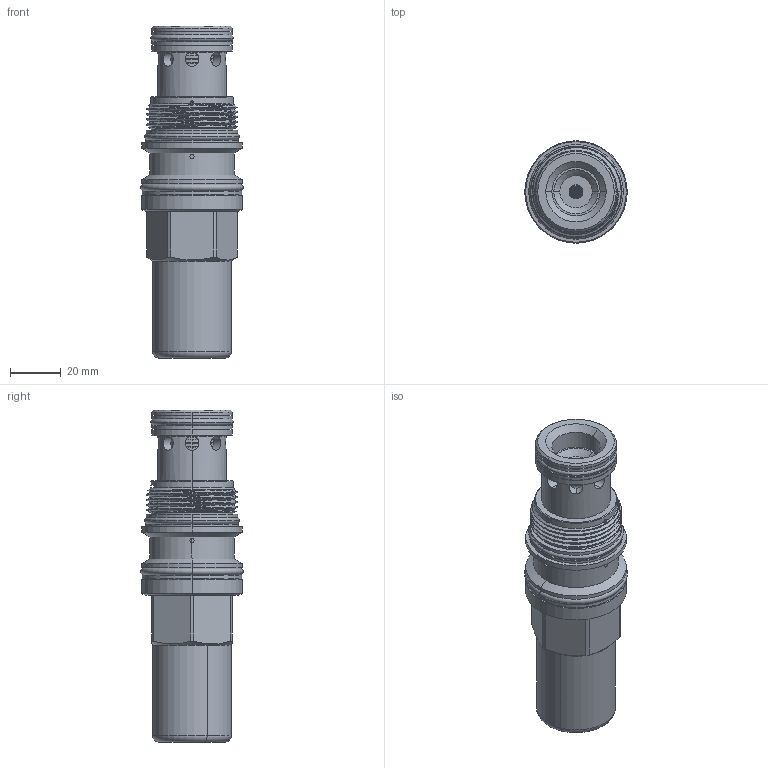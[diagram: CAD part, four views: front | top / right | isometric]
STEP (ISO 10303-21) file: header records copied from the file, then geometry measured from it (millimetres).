
FILE_DESCRIPTION (( 'STEP AP203' ), '1' );
FILE_NAME ('RV17A30-C-85.STEP', '2020-03-24T07:33:22', ( '' ), ( '' ), 'SwSTEP 2.0', 'SolidWorks 2018', '' );
FILE_SCHEMA (( 'CONFIG_CONTROL_DESIGN' ));
Products named in the file (1): RV17A30-C-85
Bounding box: 40.39 x 40.39 x 130.91 mm (x, y, z)
Volume: 93363.2 mm3; surface area: 31733.7 mm2
Topology: 7 solids, 7 shells, 808 faces, 2239 edges, 1399 vertices
Faces by surface type: cylinder 622, plane 69, torus 53, cone 50, bspline 10, sphere 4
Entity records: 58214 total; most frequent: CARTESIAN_POINT 38590, ORIENTED_EDGE 4474, DIRECTION 3251, EDGE_CURVE 2237, VERTEX_POINT 1399, AXIS2_PLACEMENT_3D 1290, EDGE_LOOP 1218, B_SPLINE_CURVE_WITH_KNOTS 1005
